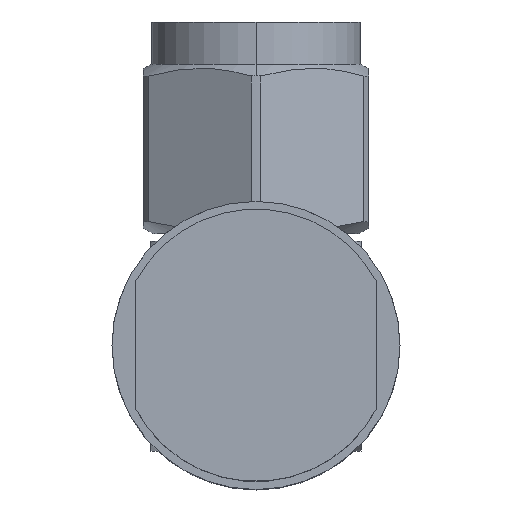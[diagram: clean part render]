
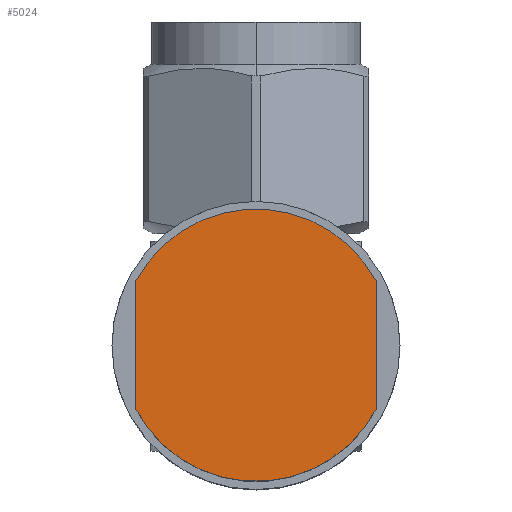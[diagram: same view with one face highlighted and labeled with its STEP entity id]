
A CAD part, top view. The second image highlights one B-rep face of the part: STEP entity #5024.
In plain terms, the highlighted planar face has unit normal (0, 0, 1).
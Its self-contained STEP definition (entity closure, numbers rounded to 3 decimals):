
#2158=CARTESIAN_POINT('',(0.,-7.3,22.5));
#2159=DIRECTION('',(0.,0.,1.));
#2160=DIRECTION('',(-0.882,-0.472,0.));
#2161=AXIS2_PLACEMENT_3D('',#2158,#2159,#2160);
#2167=CARTESIAN_POINT('',(0.,-7.3,22.5));
#2168=DIRECTION('',(0.,0.,1.));
#2169=DIRECTION('',(0.882,0.472,0.));
#2170=AXIS2_PLACEMENT_3D('',#2167,#2168,#2169);
#2185=DIRECTION('',(0.,1.,0.));
#2186=VECTOR('',#2185,8.569);
#2187=CARTESIAN_POINT('',(-8.,-11.584,22.5));
#2188=LINE('',#2187,#2186);
#2189=DIRECTION('',(0.,1.,0.));
#2190=VECTOR('',#2189,8.569);
#2191=CARTESIAN_POINT('',(8.,-11.584,22.5));
#2192=LINE('',#2191,#2190);
#2250=CARTESIAN_POINT('',(-8.,-11.584,22.5));
#2251=CARTESIAN_POINT('',(-8.,-3.016,22.5));
#2252=VERTEX_POINT('',#2250);
#2253=VERTEX_POINT('',#2251);
#2254=CARTESIAN_POINT('',(8.,-11.584,22.5));
#2255=CARTESIAN_POINT('',(8.,-3.016,22.5));
#2256=VERTEX_POINT('',#2254);
#2257=VERTEX_POINT('',#2255);
#5012=CARTESIAN_POINT('',(0.,-7.3,22.5));
#5013=DIRECTION('',(0.,0.,1.));
#5014=DIRECTION('',(0.,1.,0.));
#5015=AXIS2_PLACEMENT_3D('',#5012,#5013,#5014);
#5016=PLANE('',#5015);
#5017=ORIENTED_EDGE('',*,*,#4979,.T.);
#5018=ORIENTED_EDGE('',*,*,#5003,.F.);
#5020=ORIENTED_EDGE('',*,*,#5019,.F.);
#5021=ORIENTED_EDGE('',*,*,#4991,.F.);
#5022=EDGE_LOOP('',(#5017,#5018,#5020,#5021));
#5023=FACE_OUTER_BOUND('',#5022,.F.);
#2162=CIRCLE('',#2161,9.075);
#2171=CIRCLE('',#2170,9.075);
#4979=EDGE_CURVE('',#2252,#2253,#2188,.T.);
#4991=EDGE_CURVE('',#2252,#2256,#2162,.T.);
#5003=EDGE_CURVE('',#2257,#2253,#2171,.T.);
#5019=EDGE_CURVE('',#2256,#2257,#2192,.T.);
#5024=ADVANCED_FACE('',(#5023),#5016,.T.);
